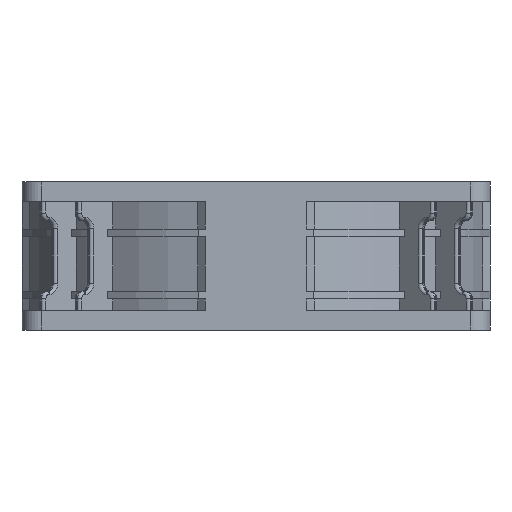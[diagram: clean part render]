
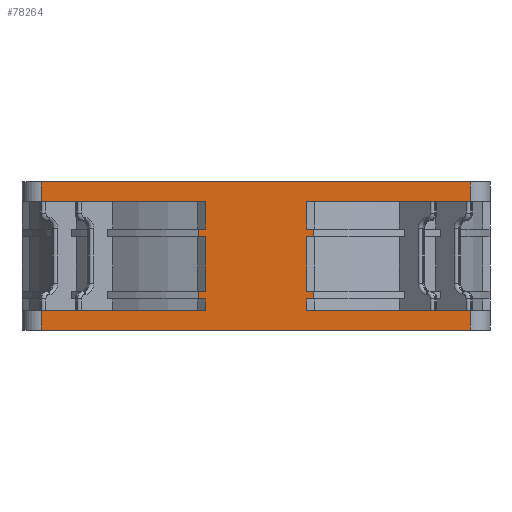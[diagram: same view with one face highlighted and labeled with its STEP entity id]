
A CAD part, front view. The second image highlights one B-rep face of the part: STEP entity #78264.
In plain terms, the highlighted planar face has unit normal (0, -1, 0).
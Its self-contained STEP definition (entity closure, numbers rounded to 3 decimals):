
#2655=DIRECTION('',(0.,0.,-1.));
#2656=VECTOR('',#2655,5.);
#2657=CARTESIAN_POINT('',(55.,-60.,0.));
#2658=LINE('',#2657,#2656);
#15602=DIRECTION('',(0.,0.,-1.));
#15603=VECTOR('',#15602,5.);
#15604=CARTESIAN_POINT('',(55.,-60.,-33.));
#15605=LINE('',#15604,#15603);
#15610=DIRECTION('',(1.,0.,0.));
#15611=VECTOR('',#15610,110.);
#15612=CARTESIAN_POINT('',(-55.,-60.,-38.));
#15613=LINE('',#15612,#15611);
#15614=DIRECTION('',(-1.,0.,0.));
#15615=VECTOR('',#15614,110.);
#15616=CARTESIAN_POINT('',(55.,-60.,0.));
#15617=LINE('',#15616,#15615);
#15627=DIRECTION('',(-1.,0.,0.));
#15628=VECTOR('',#15627,1.807);
#15629=CARTESIAN_POINT('',(14.807,-60.,-14.1));
#15630=LINE('',#15629,#15628);
#15807=DIRECTION('',(1.,0.,0.));
#15808=VECTOR('',#15807,42.);
#15809=CARTESIAN_POINT('',(13.,-60.,-33.));
#15810=LINE('',#15809,#15808);
#15907=DIRECTION('',(0.,0.,-1.));
#15908=VECTOR('',#15907,3.);
#15909=CARTESIAN_POINT('',(13.,-60.,-30.));
#15910=LINE('',#15909,#15908);
#15920=DIRECTION('',(-1.,0.,0.));
#15921=VECTOR('',#15920,1.807);
#15922=CARTESIAN_POINT('',(14.807,-60.,-30.));
#15923=LINE('',#15922,#15921);
#15941=DIRECTION('',(0.,0.,-1.));
#15942=VECTOR('',#15941,2.);
#15943=CARTESIAN_POINT('',(14.807,-60.,-28.));
#15944=LINE('',#15943,#15942);
#15949=DIRECTION('',(1.,0.,0.));
#15950=VECTOR('',#15949,1.807);
#15951=CARTESIAN_POINT('',(13.,-60.,-28.));
#15952=LINE('',#15951,#15950);
#15971=DIRECTION('',(0.,0.,-1.));
#15972=VECTOR('',#15971,13.9);
#15973=CARTESIAN_POINT('',(13.,-60.,-14.1));
#15974=LINE('',#15973,#15972);
#16117=DIRECTION('',(-1.,0.,0.));
#16118=VECTOR('',#16117,42.);
#16119=CARTESIAN_POINT('',(55.,-60.,-5.));
#16120=LINE('',#16119,#16118);
#16216=DIRECTION('',(1.,0.,0.));
#16217=VECTOR('',#16216,1.807);
#16218=CARTESIAN_POINT('',(13.,-60.,-12.1));
#16219=LINE('',#16218,#16217);
#16238=DIRECTION('',(0.,0.,-1.));
#16239=VECTOR('',#16238,7.1);
#16240=CARTESIAN_POINT('',(13.,-60.,-5.));
#16241=LINE('',#16240,#16239);
#16242=DIRECTION('',(0.,0.,-1.));
#16243=VECTOR('',#16242,2.);
#16244=CARTESIAN_POINT('',(14.807,-60.,-12.1));
#16245=LINE('',#16244,#16243);
#16818=DIRECTION('',(0.,0.,1.));
#16819=VECTOR('',#16818,5.);
#16820=CARTESIAN_POINT('',(-55.,-60.,-38.));
#16821=LINE('',#16820,#16819);
#16910=DIRECTION('',(-1.,0.,0.));
#16911=VECTOR('',#16910,42.);
#16912=CARTESIAN_POINT('',(-13.,-60.,-5.));
#16913=LINE('',#16912,#16911);
#17034=DIRECTION('',(0.,0.,1.));
#17035=VECTOR('',#17034,5.);
#17036=CARTESIAN_POINT('',(-55.,-60.,-5.));
#17037=LINE('',#17036,#17035);
#17042=DIRECTION('',(0.,0.,1.));
#17043=VECTOR('',#17042,7.1);
#17044=CARTESIAN_POINT('',(-13.,-60.,-12.1));
#17045=LINE('',#17044,#17043);
#17055=DIRECTION('',(1.,0.,0.));
#17056=VECTOR('',#17055,1.807);
#17057=CARTESIAN_POINT('',(-14.807,-60.,-12.1));
#17058=LINE('',#17057,#17056);
#17185=DIRECTION('',(1.,0.,0.));
#17186=VECTOR('',#17185,42.);
#17187=CARTESIAN_POINT('',(-55.,-60.,-33.));
#17188=LINE('',#17187,#17186);
#17936=DIRECTION('',(-1.,0.,0.));
#17937=VECTOR('',#17936,1.807);
#17938=CARTESIAN_POINT('',(-13.,-60.,-30.));
#17939=LINE('',#17938,#17937);
#17958=DIRECTION('',(0.,0.,1.));
#17959=VECTOR('',#17958,3.);
#17960=CARTESIAN_POINT('',(-13.,-60.,-33.));
#17961=LINE('',#17960,#17959);
#17962=DIRECTION('',(0.,0.,1.));
#17963=VECTOR('',#17962,2.);
#17964=CARTESIAN_POINT('',(-14.807,-60.,-30.));
#17965=LINE('',#17964,#17963);
#17979=DIRECTION('',(1.,0.,0.));
#17980=VECTOR('',#17979,1.807);
#17981=CARTESIAN_POINT('',(-14.807,-60.,-28.));
#17982=LINE('',#17981,#17980);
#18000=DIRECTION('',(-1.,0.,0.));
#18001=VECTOR('',#18000,1.807);
#18002=CARTESIAN_POINT('',(-13.,-60.,-14.1));
#18003=LINE('',#18002,#18001);
#18022=DIRECTION('',(0.,0.,1.));
#18023=VECTOR('',#18022,13.9);
#18024=CARTESIAN_POINT('',(-13.,-60.,-28.));
#18025=LINE('',#18024,#18023);
#18026=DIRECTION('',(0.,0.,1.));
#18027=VECTOR('',#18026,2.);
#18028=CARTESIAN_POINT('',(-14.807,-60.,-14.1));
#18029=LINE('',#18028,#18027);
#22567=CARTESIAN_POINT('',(13.,-60.,-12.1));
#22568=VERTEX_POINT('',#22567);
#22569=CARTESIAN_POINT('',(13.,-60.,-5.));
#22570=VERTEX_POINT('',#22569);
#22571=CARTESIAN_POINT('',(14.807,-60.,-12.1));
#22572=VERTEX_POINT('',#22571);
#22573=CARTESIAN_POINT('',(-14.807,-60.,-12.1));
#22574=VERTEX_POINT('',#22573);
#22575=CARTESIAN_POINT('',(-13.,-60.,-12.1));
#22576=VERTEX_POINT('',#22575);
#22577=CARTESIAN_POINT('',(-13.,-60.,-5.));
#22578=VERTEX_POINT('',#22577);
#22581=CARTESIAN_POINT('',(55.,-60.,-5.));
#22582=VERTEX_POINT('',#22581);
#22583=CARTESIAN_POINT('',(-14.807,-60.,-28.));
#22584=VERTEX_POINT('',#22583);
#22585=CARTESIAN_POINT('',(-13.,-60.,-28.));
#22586=VERTEX_POINT('',#22585);
#22587=CARTESIAN_POINT('',(-14.807,-60.,-30.));
#22588=VERTEX_POINT('',#22587);
#22589=CARTESIAN_POINT('',(-13.,-60.,-14.1));
#22590=VERTEX_POINT('',#22589);
#22591=CARTESIAN_POINT('',(-14.807,-60.,-14.1));
#22592=VERTEX_POINT('',#22591);
#22593=CARTESIAN_POINT('',(13.,-60.,-30.));
#22594=CARTESIAN_POINT('',(13.,-60.,-33.));
#22595=VERTEX_POINT('',#22593);
#22596=VERTEX_POINT('',#22594);
#22597=CARTESIAN_POINT('',(-13.,-60.,-30.));
#22598=VERTEX_POINT('',#22597);
#22599=CARTESIAN_POINT('',(-13.,-60.,-33.));
#22600=VERTEX_POINT('',#22599);
#22601=CARTESIAN_POINT('',(13.,-60.,-14.1));
#22602=VERTEX_POINT('',#22601);
#22603=CARTESIAN_POINT('',(13.,-60.,-28.));
#22604=VERTEX_POINT('',#22603);
#22605=CARTESIAN_POINT('',(14.807,-60.,-14.1));
#22606=VERTEX_POINT('',#22605);
#22607=CARTESIAN_POINT('',(14.807,-60.,-28.));
#22608=VERTEX_POINT('',#22607);
#22609=CARTESIAN_POINT('',(14.807,-60.,-30.));
#22610=VERTEX_POINT('',#22609);
#22625=CARTESIAN_POINT('',(-55.,-60.,-5.));
#22626=VERTEX_POINT('',#22625);
#22762=CARTESIAN_POINT('',(-55.,-60.,-33.));
#22763=VERTEX_POINT('',#22762);
#22770=CARTESIAN_POINT('',(55.,-60.,-33.));
#22771=VERTEX_POINT('',#22770);
#22808=CARTESIAN_POINT('',(55.,-60.,0.));
#22810=VERTEX_POINT('',#22808);
#22815=CARTESIAN_POINT('',(-55.,-60.,0.));
#22817=VERTEX_POINT('',#22815);
#23031=CARTESIAN_POINT('',(55.,-60.,-38.));
#23032=VERTEX_POINT('',#23031);
#23035=CARTESIAN_POINT('',(-55.,-60.,-38.));
#23037=VERTEX_POINT('',#23035);
#78205=CARTESIAN_POINT('',(60.,-60.,0.));
#78206=DIRECTION('',(0.,-1.,0.));
#78207=DIRECTION('',(1.,0.,0.));
#78208=AXIS2_PLACEMENT_3D('',#78205,#78206,#78207);
#78209=PLANE('',#78208);
#78211=ORIENTED_EDGE('',*,*,#78210,.T.);
#78213=ORIENTED_EDGE('',*,*,#78212,.T.);
#78215=ORIENTED_EDGE('',*,*,#78214,.T.);
#78217=ORIENTED_EDGE('',*,*,#78216,.T.);
#78219=ORIENTED_EDGE('',*,*,#78218,.T.);
#78221=ORIENTED_EDGE('',*,*,#78220,.T.);
#78223=ORIENTED_EDGE('',*,*,#78222,.T.);
#78224=ORIENTED_EDGE('',*,*,#78197,.T.);
#78225=ORIENTED_EDGE('',*,*,#26291,.F.);
#78227=ORIENTED_EDGE('',*,*,#78226,.T.);
#78229=ORIENTED_EDGE('',*,*,#78228,.T.);
#78231=ORIENTED_EDGE('',*,*,#78230,.T.);
#78233=ORIENTED_EDGE('',*,*,#78232,.T.);
#78235=ORIENTED_EDGE('',*,*,#78234,.T.);
#78237=ORIENTED_EDGE('',*,*,#78236,.T.);
#78239=ORIENTED_EDGE('',*,*,#78238,.T.);
#78241=ORIENTED_EDGE('',*,*,#78240,.T.);
#78243=ORIENTED_EDGE('',*,*,#78242,.T.);
#78245=ORIENTED_EDGE('',*,*,#78244,.T.);
#78247=ORIENTED_EDGE('',*,*,#78246,.T.);
#78249=ORIENTED_EDGE('',*,*,#78248,.T.);
#78251=ORIENTED_EDGE('',*,*,#78250,.T.);
#78252=ORIENTED_EDGE('',*,*,#26953,.F.);
#78253=ORIENTED_EDGE('',*,*,#27254,.T.);
#78255=ORIENTED_EDGE('',*,*,#78254,.T.);
#78257=ORIENTED_EDGE('',*,*,#78256,.T.);
#78259=ORIENTED_EDGE('',*,*,#78258,.T.);
#78261=ORIENTED_EDGE('',*,*,#78260,.T.);
#78262=EDGE_LOOP('',(#78211,#78213,#78215,#78217,#78219,#78221,#78223,#78224,
#78225,#78227,#78229,#78231,#78233,#78235,#78237,#78239,#78241,#78243,#78245,
#78247,#78249,#78251,#78252,#78253,#78255,#78257,#78259,#78261));
#78263=FACE_OUTER_BOUND('',#78262,.F.);
#78264=ADVANCED_FACE('',(#78263),#78209,.T.);
#26291=EDGE_CURVE('',#23037,#23032,#15613,.T.);
#26953=EDGE_CURVE('',#22810,#22817,#15617,.T.);
#27254=EDGE_CURVE('',#22810,#22582,#2658,.T.);
#78197=EDGE_CURVE('',#22771,#23032,#15605,.T.);
#78210=EDGE_CURVE('',#22606,#22602,#15630,.T.);
#78212=EDGE_CURVE('',#22602,#22604,#15974,.T.);
#78214=EDGE_CURVE('',#22604,#22608,#15952,.T.);
#78216=EDGE_CURVE('',#22608,#22610,#15944,.T.);
#78218=EDGE_CURVE('',#22610,#22595,#15923,.T.);
#78220=EDGE_CURVE('',#22595,#22596,#15910,.T.);
#78222=EDGE_CURVE('',#22596,#22771,#15810,.T.);
#78226=EDGE_CURVE('',#23037,#22763,#16821,.T.);
#78228=EDGE_CURVE('',#22763,#22600,#17188,.T.);
#78230=EDGE_CURVE('',#22600,#22598,#17961,.T.);
#78232=EDGE_CURVE('',#22598,#22588,#17939,.T.);
#78234=EDGE_CURVE('',#22588,#22584,#17965,.T.);
#78236=EDGE_CURVE('',#22584,#22586,#17982,.T.);
#78238=EDGE_CURVE('',#22586,#22590,#18025,.T.);
#78240=EDGE_CURVE('',#22590,#22592,#18003,.T.);
#78242=EDGE_CURVE('',#22592,#22574,#18029,.T.);
#78244=EDGE_CURVE('',#22574,#22576,#17058,.T.);
#78246=EDGE_CURVE('',#22576,#22578,#17045,.T.);
#78248=EDGE_CURVE('',#22578,#22626,#16913,.T.);
#78250=EDGE_CURVE('',#22626,#22817,#17037,.T.);
#78254=EDGE_CURVE('',#22582,#22570,#16120,.T.);
#78256=EDGE_CURVE('',#22570,#22568,#16241,.T.);
#78258=EDGE_CURVE('',#22568,#22572,#16219,.T.);
#78260=EDGE_CURVE('',#22572,#22606,#16245,.T.);
